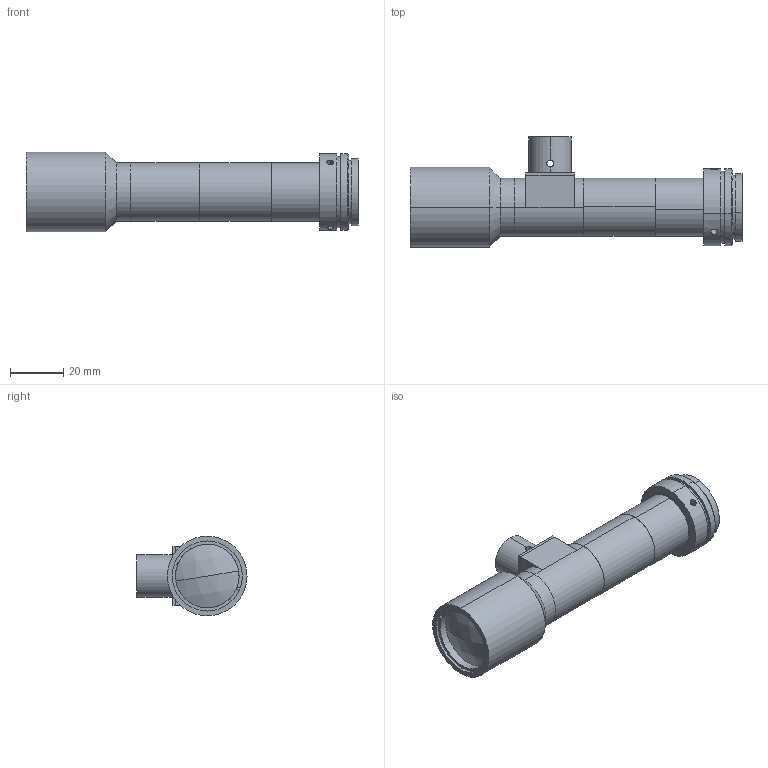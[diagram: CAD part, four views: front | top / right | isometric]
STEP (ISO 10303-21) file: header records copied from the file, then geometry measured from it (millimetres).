
FILE_DESCRIPTION (( 'STEP AP203' ), '1' );
FILE_NAME ('XF-MT1D5X110D-蚾饜极-20160414V5.STEP', '2016-04-19T03:16:02', ( 'cherishsunshine' ), ( '' ), 'SwSTEP 2.0', 'SolidWorks 2014', '' );
FILE_SCHEMA (( 'CONFIG_CONTROL_DESIGN' ));
Length unit declared in the file: millimetre
Products named in the file (1): XF-MT1D5X110D-蚾饜极-20160414V5
Bounding box: 125.05 x 41.5 x 30 mm (x, y, z)
Surface area: 16417.8 mm2 (no closed solid volume)
Topology: 0 solids, 10 shells, 108 faces, 278 edges, 185 vertices
Faces by surface type: cylinder 65, plane 35, cone 6, sphere 2
Entity records: 3756 total; most frequent: CARTESIAN_POINT 960, DIRECTION 620, ORIENTED_EDGE 486, EDGE_CURVE 278, AXIS2_PLACEMENT_3D 253, VERTEX_POINT 185, CIRCLE 144, EDGE_LOOP 138
